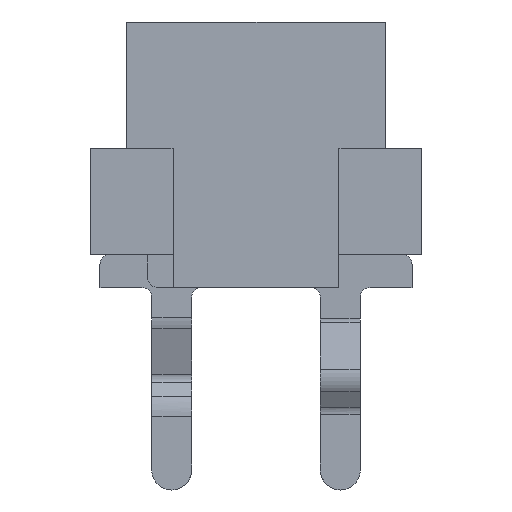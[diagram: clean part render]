
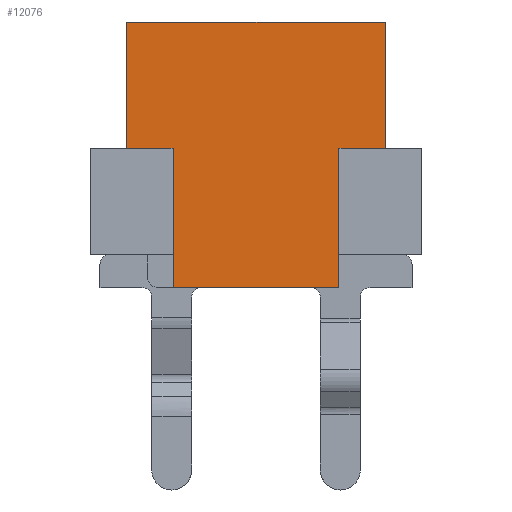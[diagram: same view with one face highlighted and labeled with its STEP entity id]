
A CAD part, left-side view. The second image highlights one B-rep face of the part: STEP entity #12076.
In plain terms, the highlighted planar face has unit normal (-1, 0, 0).
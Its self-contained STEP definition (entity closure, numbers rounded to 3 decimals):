
#1564=CARTESIAN_POINT('',(-6.61,1.25,0.5));
#1565=VERTEX_POINT('',#1564);
#1855=CARTESIAN_POINT('',(-6.61,1.95,4.));
#1856=VERTEX_POINT('',#1855);
#1857=CARTESIAN_POINT('',(-6.61,-1.95,4.));
#1858=VERTEX_POINT('',#1857);
#1859=CARTESIAN_POINT('',(-6.61,1.95,4.));
#1860=CARTESIAN_POINT('',(-6.61,1.17,4.));
#1861=CARTESIAN_POINT('',(-6.61,0.39,4.));
#1862=CARTESIAN_POINT('',(-6.61,-0.39,4.));
#1863=CARTESIAN_POINT('',(-6.61,-1.17,4.));
#1864=CARTESIAN_POINT('',(-6.61,-1.95,4.));
#1865=B_SPLINE_CURVE_WITH_KNOTS('',5,(#1859,#1860,#1861,#1862,#1863,#1864),.UNSPECIFIED.,.F.,.U.,(6,6),(0.,3.9),.UNSPECIFIED.);
#1866=EDGE_CURVE('',#1856,#1858,#1865,.T.);
#4156=CARTESIAN_POINT('',(-6.61,-1.95,2.1));
#4157=VERTEX_POINT('',#4156);
#4158=CARTESIAN_POINT('',(-6.61,-1.95,4.));
#4159=CARTESIAN_POINT('',(-6.61,-1.95,3.62));
#4160=CARTESIAN_POINT('',(-6.61,-1.95,3.24));
#4161=CARTESIAN_POINT('',(-6.61,-1.95,2.86));
#4162=CARTESIAN_POINT('',(-6.61,-1.95,2.48));
#4163=CARTESIAN_POINT('',(-6.61,-1.95,2.1));
#4164=B_SPLINE_CURVE_WITH_KNOTS('',5,(#4158,#4159,#4160,#4161,#4162,#4163),.UNSPECIFIED.,.F.,.U.,(6,6),(0.,1.9),.UNSPECIFIED.);
#4165=EDGE_CURVE('',#1858,#4157,#4164,.T.);
#4185=CARTESIAN_POINT('',(-6.61,-1.25,2.1));
#4186=VERTEX_POINT('',#4185);
#4242=CARTESIAN_POINT('',(-6.61,-1.95,2.1));
#4243=CARTESIAN_POINT('',(-6.61,-1.81,2.1));
#4244=CARTESIAN_POINT('',(-6.61,-1.67,2.1));
#4245=CARTESIAN_POINT('',(-6.61,-1.53,2.1));
#4246=CARTESIAN_POINT('',(-6.61,-1.39,2.1));
#4247=CARTESIAN_POINT('',(-6.61,-1.25,2.1));
#4248=B_SPLINE_CURVE_WITH_KNOTS('',5,(#4242,#4243,#4244,#4245,#4246,#4247),.UNSPECIFIED.,.F.,.U.,(6,6),(0.,0.7),.UNSPECIFIED.);
#4249=EDGE_CURVE('',#4157,#4186,#4248,.T.);
#4353=CARTESIAN_POINT('',(-6.61,1.25,2.1));
#4354=VERTEX_POINT('',#4353);
#4364=CARTESIAN_POINT('',(-6.61,1.95,2.1));
#4365=VERTEX_POINT('',#4364);
#4366=CARTESIAN_POINT('',(-6.61,1.25,2.1));
#4367=CARTESIAN_POINT('',(-6.61,1.39,2.1));
#4368=CARTESIAN_POINT('',(-6.61,1.53,2.1));
#4369=CARTESIAN_POINT('',(-6.61,1.67,2.1));
#4370=CARTESIAN_POINT('',(-6.61,1.81,2.1));
#4371=CARTESIAN_POINT('',(-6.61,1.95,2.1));
#4372=B_SPLINE_CURVE_WITH_KNOTS('',5,(#4366,#4367,#4368,#4369,#4370,#4371),.UNSPECIFIED.,.F.,.U.,(6,6),(0.,0.7),.UNSPECIFIED.);
#4373=EDGE_CURVE('',#4354,#4365,#4372,.T.);
#4396=CARTESIAN_POINT('',(-6.61,1.95,2.1));
#4397=CARTESIAN_POINT('',(-6.61,1.95,2.48));
#4398=CARTESIAN_POINT('',(-6.61,1.95,2.86));
#4399=CARTESIAN_POINT('',(-6.61,1.95,3.24));
#4400=CARTESIAN_POINT('',(-6.61,1.95,3.62));
#4401=CARTESIAN_POINT('',(-6.61,1.95,4.));
#4402=B_SPLINE_CURVE_WITH_KNOTS('',5,(#4396,#4397,#4398,#4399,#4400,#4401),.UNSPECIFIED.,.F.,.U.,(6,6),(0.,1.9),.UNSPECIFIED.);
#4403=EDGE_CURVE('',#4365,#1856,#4402,.T.);
#4492=CARTESIAN_POINT('',(-6.61,-1.25,0.5));
#4493=VERTEX_POINT('',#4492);
#7826=CARTESIAN_POINT('',(-6.61,1.25,0.));
#7827=VERTEX_POINT('',#7826);
#7837=CARTESIAN_POINT('',(-6.61,1.25,0.));
#7838=CARTESIAN_POINT('',(-6.61,1.25,0.1));
#7839=CARTESIAN_POINT('',(-6.61,1.25,0.2));
#7840=CARTESIAN_POINT('',(-6.61,1.25,0.3));
#7841=CARTESIAN_POINT('',(-6.61,1.25,0.4));
#7842=CARTESIAN_POINT('',(-6.61,1.25,0.5));
#7843=B_SPLINE_CURVE_WITH_KNOTS('',5,(#7837,#7838,#7839,#7840,#7841,#7842),.UNSPECIFIED.,.F.,.U.,(6,6),(0.,0.5),.UNSPECIFIED.);
#7844=EDGE_CURVE('',#7827,#1565,#7843,.T.);
#7864=CARTESIAN_POINT('',(-6.61,1.25,0.5));
#7865=CARTESIAN_POINT('',(-6.61,1.25,0.82));
#7866=CARTESIAN_POINT('',(-6.61,1.25,1.14));
#7867=CARTESIAN_POINT('',(-6.61,1.25,1.46));
#7868=CARTESIAN_POINT('',(-6.61,1.25,1.78));
#7869=CARTESIAN_POINT('',(-6.61,1.25,2.1));
#7870=B_SPLINE_CURVE_WITH_KNOTS('',5,(#7864,#7865,#7866,#7867,#7868,#7869),.UNSPECIFIED.,.F.,.U.,(6,6),(0.,1.6),.UNSPECIFIED.);
#7871=EDGE_CURVE('',#1565,#4354,#7870,.T.);
#12033=CARTESIAN_POINT('',(-6.61,0.,2.));
#12034=DIRECTION('',(0.,1.,0.));
#12035=DIRECTION('',(-1.,0.,0.));
#12036=AXIS2_PLACEMENT_3D('',#12033,#12035,#12034);
#12037=PLANE('',#12036);
#12038=ORIENTED_EDGE('',*,*,#4249,.F.);
#12039=ORIENTED_EDGE('',*,*,#4165,.F.);
#12040=ORIENTED_EDGE('',*,*,#1866,.F.);
#12041=ORIENTED_EDGE('',*,*,#4403,.F.);
#12042=ORIENTED_EDGE('',*,*,#4373,.F.);
#12043=ORIENTED_EDGE('',*,*,#7871,.F.);
#12044=ORIENTED_EDGE('',*,*,#7844,.F.);
#12045=CARTESIAN_POINT('',(-6.61,-1.25,0.));
#12046=VERTEX_POINT('',#12045);
#12047=CARTESIAN_POINT('',(-6.61,1.25,0.));
#12048=CARTESIAN_POINT('',(-6.61,0.75,0.));
#12049=CARTESIAN_POINT('',(-6.61,0.25,0.));
#12050=CARTESIAN_POINT('',(-6.61,-0.25,0.));
#12051=CARTESIAN_POINT('',(-6.61,-0.75,0.));
#12052=CARTESIAN_POINT('',(-6.61,-1.25,0.));
#12053=B_SPLINE_CURVE_WITH_KNOTS('',5,(#12047,#12048,#12049,#12050,#12051,#12052),.UNSPECIFIED.,.F.,.U.,(6,6),(0.,2.5),.UNSPECIFIED.);
#12054=EDGE_CURVE('',#7827,#12046,#12053,.T.);
#12055=ORIENTED_EDGE('',*,*,#12054,.T.);
#12056=CARTESIAN_POINT('',(-6.61,-1.25,0.));
#12057=CARTESIAN_POINT('',(-6.61,-1.25,0.1));
#12058=CARTESIAN_POINT('',(-6.61,-1.25,0.2));
#12059=CARTESIAN_POINT('',(-6.61,-1.25,0.3));
#12060=CARTESIAN_POINT('',(-6.61,-1.25,0.4));
#12061=CARTESIAN_POINT('',(-6.61,-1.25,0.5));
#12062=B_SPLINE_CURVE_WITH_KNOTS('',5,(#12056,#12057,#12058,#12059,#12060,#12061),.UNSPECIFIED.,.F.,.U.,(6,6),(0.,0.5),.UNSPECIFIED.);
#12063=EDGE_CURVE('',#12046,#4493,#12062,.T.);
#12064=ORIENTED_EDGE('',*,*,#12063,.T.);
#12065=CARTESIAN_POINT('',(-6.61,-1.25,0.5));
#12066=CARTESIAN_POINT('',(-6.61,-1.25,0.82));
#12067=CARTESIAN_POINT('',(-6.61,-1.25,1.14));
#12068=CARTESIAN_POINT('',(-6.61,-1.25,1.46));
#12069=CARTESIAN_POINT('',(-6.61,-1.25,1.78));
#12070=CARTESIAN_POINT('',(-6.61,-1.25,2.1));
#12071=B_SPLINE_CURVE_WITH_KNOTS('',5,(#12065,#12066,#12067,#12068,#12069,#12070),.UNSPECIFIED.,.F.,.U.,(6,6),(0.,1.6),.UNSPECIFIED.);
#12072=EDGE_CURVE('',#4493,#4186,#12071,.T.);
#12073=ORIENTED_EDGE('',*,*,#12072,.T.);
#12074=EDGE_LOOP('',(#12038,#12039,#12040,#12041,#12042,#12043,#12044,#12055,#12064,#12073));
#12075=FACE_OUTER_BOUND('',#12074,.T.);
#12076=ADVANCED_FACE('',(#12075),#12037,.T.);
